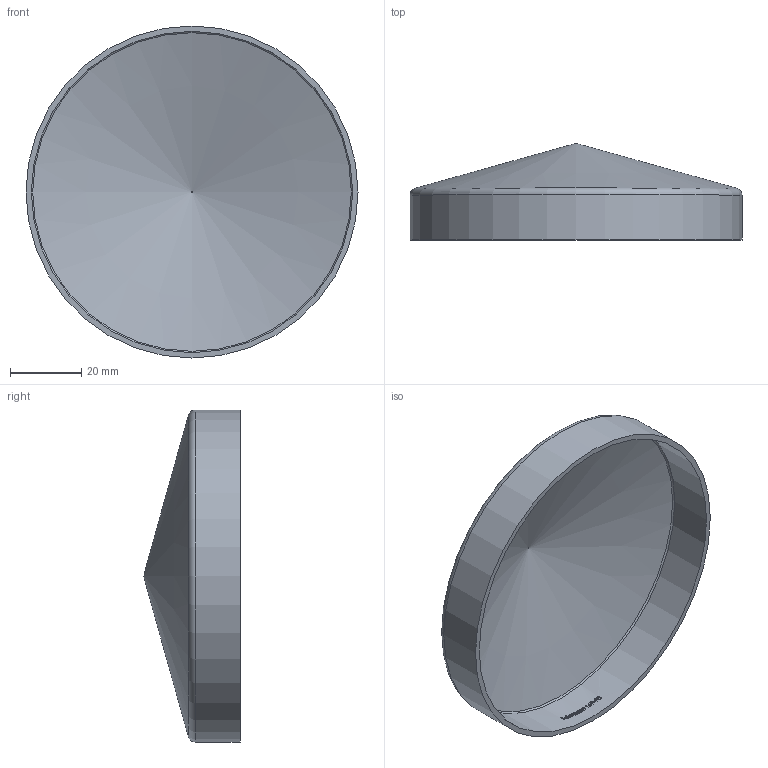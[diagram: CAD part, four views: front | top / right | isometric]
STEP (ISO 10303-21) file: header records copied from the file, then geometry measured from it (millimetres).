
FILE_DESCRIPTION (( 'STEP AP203' ), '1' );
FILE_NAME ('169-90.step', '2019-10-17T15:00:42', ( '' ), ( '' ), 'SwSTEP 2.0', 'SolidWorks 2015', '' );
FILE_SCHEMA (( 'CONFIG_CONTROL_DESIGN' ));
Length unit declared in the file: millimetre
Products named in the file (2): 169-90
Bounding box: 93 x 26.99 x 93 mm (x, y, z)
Volume: 15953.4 mm3; surface area: 21715.3 mm2
Topology: 1 solids, 1 shells, 187 faces, 485 edges, 322 vertices
Faces by surface type: bspline 84, plane 74, cylinder 23, torus 2, cone 2, sphere 2
Full cylindrical faces by diameter (mm): 90 x1, 93 x1
Entity records: 9223 total; most frequent: CARTESIAN_POINT 5091, ORIENTED_EDGE 958, DIRECTION 563, EDGE_CURVE 479, VERTEX_POINT 322, VECTOR 225, LINE 225, EDGE_LOOP 215
